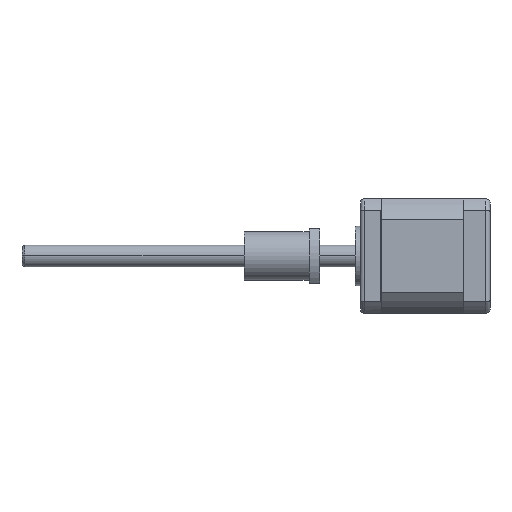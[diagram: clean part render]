
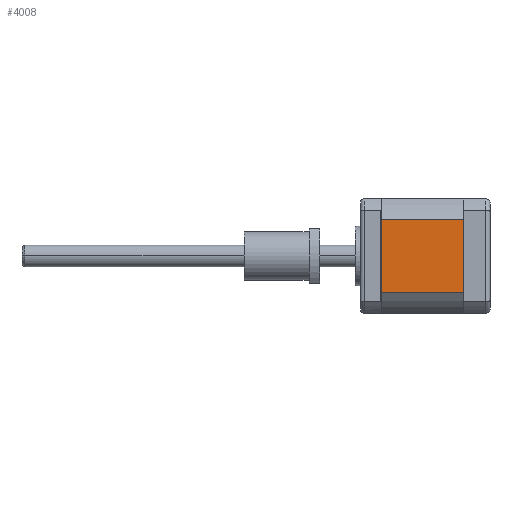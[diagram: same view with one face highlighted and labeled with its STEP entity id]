
A CAD part, left-side view. The second image highlights one B-rep face of the part: STEP entity #4008.
In plain terms, the highlighted planar face has unit normal (-1, 0, 0).
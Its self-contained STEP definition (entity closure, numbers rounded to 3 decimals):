
#2 = EDGE_CURVE ( 'NONE', #9388, #5865, #5290, .T. ) ;
#391 = DIRECTION ( 'NONE',  ( 1., 0., 0. ) ) ;
#642 = DIRECTION ( 'NONE',  ( 0., 1., 0. ) ) ;
#816 = ORIENTED_EDGE ( 'NONE', *, *, #4873, .T. ) ;
#1030 = CARTESIAN_POINT ( 'NONE',  ( -25.809, -16.057, 3.044 ) ) ;
#2076 = CARTESIAN_POINT ( 'NONE',  ( -25.809, -16.057, 3.044 ) ) ;
#2326 = VECTOR ( 'NONE', #9220, 1000. ) ;
#2435 = FACE_OUTER_BOUND ( 'NONE', #5964, .T. ) ;
#2579 = ORIENTED_EDGE ( 'NONE', *, *, #8807, .F. ) ;
#2965 = VERTEX_POINT ( 'NONE', #9149 ) ;
#3352 = LINE ( 'NONE', #1030, #4553 ) ;
#3354 = CARTESIAN_POINT ( 'NONE',  ( -25.809, -16.057, 3.044 ) ) ;
#3479 = VECTOR ( 'NONE', #9080, 1000. ) ;
#3497 = VERTEX_POINT ( 'NONE', #2076 ) ;
#3714 = VECTOR ( 'NONE', #642, 1000. ) ;
#3792 = CARTESIAN_POINT ( 'NONE',  ( -25.809, -16.057, 3.044 ) ) ;
#4008 = ADVANCED_FACE ( 'NONE', ( #2435 ), #5680, .F. ) ;
#4553 = VECTOR ( 'NONE', #6281, 1000. ) ;
#4873 = EDGE_CURVE ( 'NONE', #2965, #9388, #5785, .T. ) ;
#4888 = CARTESIAN_POINT ( 'NONE',  ( -25.809, 14.443, 3.044 ) ) ;
#5227 = AXIS2_PLACEMENT_3D ( 'NONE', #3354, #391, #9610 ) ;
#5290 = LINE ( 'NONE', #8297, #3479 ) ;
#5680 = PLANE ( 'NONE',  #5227 ) ;
#5696 = EDGE_CURVE ( 'NONE', #2965, #3497, #3352, .T. ) ;
#5785 = LINE ( 'NONE', #6813, #3714 ) ;
#5865 = VERTEX_POINT ( 'NONE', #4888 ) ;
#5964 = EDGE_LOOP ( 'NONE', ( #7009, #2579, #6252, #816 ) ) ;
#6252 = ORIENTED_EDGE ( 'NONE', *, *, #5696, .F. ) ;
#6281 = DIRECTION ( 'NONE',  ( 0., 0., -1. ) ) ;
#6813 = CARTESIAN_POINT ( 'NONE',  ( -25.809, -16.057, 30.232 ) ) ;
#7009 = ORIENTED_EDGE ( 'NONE', *, *, #2, .T. ) ;
#8080 = LINE ( 'NONE', #3792, #2326 ) ;
#8297 = CARTESIAN_POINT ( 'NONE',  ( -25.809, 14.443, 3.044 ) ) ;
#8807 = EDGE_CURVE ( 'NONE', #3497, #5865, #8080, .T. ) ;
#9080 = DIRECTION ( 'NONE',  ( 0., 0., -1. ) ) ;
#9149 = CARTESIAN_POINT ( 'NONE',  ( -25.809, -16.057, 30.232 ) ) ;
#9220 = DIRECTION ( 'NONE',  ( 0., 1., 0. ) ) ;
#9283 = CARTESIAN_POINT ( 'NONE',  ( -25.809, 14.443, 30.232 ) ) ;
#9388 = VERTEX_POINT ( 'NONE', #9283 ) ;
#9610 = DIRECTION ( 'NONE',  ( 0., 0., 1. ) ) ;
